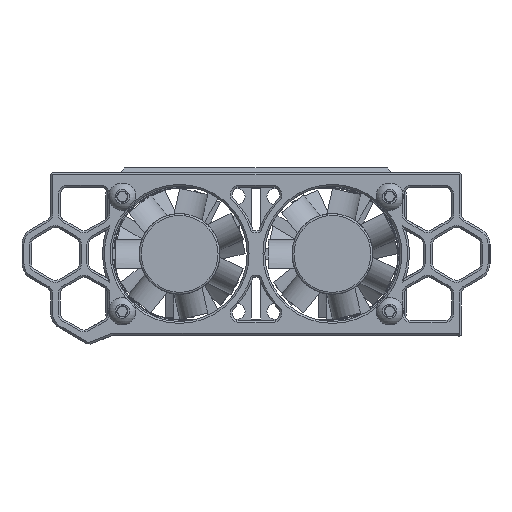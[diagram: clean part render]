
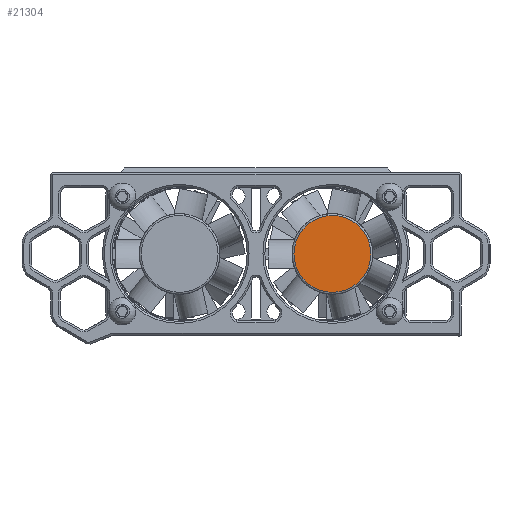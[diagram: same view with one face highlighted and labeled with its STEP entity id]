
A CAD part, left-side view. The second image highlights one B-rep face of the part: STEP entity #21304.
In plain terms, the highlighted face is planar.
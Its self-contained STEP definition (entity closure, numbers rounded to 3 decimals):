
#861=PLANE('',#22770);
#1827=FACE_OUTER_BOUND('',#3152,.T.);
#3152=EDGE_LOOP('',(#15093));
#8504=CIRCLE('',#22767,8.05);
#9449=VERTEX_POINT('',#33724);
#11502=EDGE_CURVE('',#9449,#9449,#8504,.T.);
#15093=ORIENTED_EDGE('',*,*,#11502,.F.);
#21304=ADVANCED_FACE('',(#1827),#861,.T.);
#22767=AXIS2_PLACEMENT_3D('',#33726,#25070,#25071);
#22770=AXIS2_PLACEMENT_3D('',#33916,#25078,#25079);
#25070=DIRECTION('center_axis',(0.,1.,0.));
#25071=DIRECTION('ref_axis',(0.,0.,
1.));
#25078=DIRECTION('center_axis',(0.,-1.,0.));
#25079=DIRECTION('ref_axis',(1.,0.,0.));
#33724=CARTESIAN_POINT('',(-9.,0.4,41.05));
#33726=CARTESIAN_POINT('Origin',(-9.,0.4,33.));
#33916=CARTESIAN_POINT('Origin',(-9.,0.4,33.));
